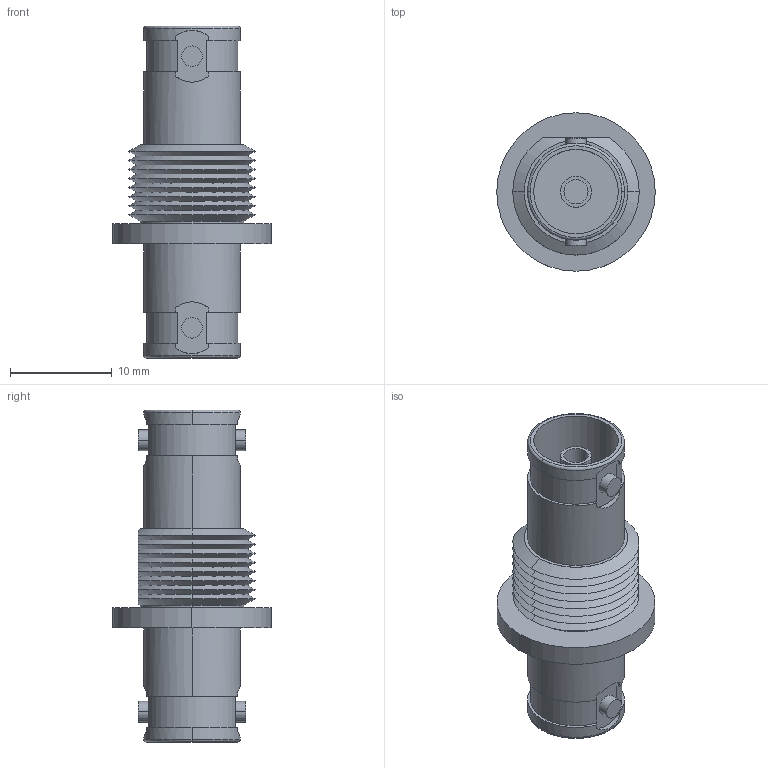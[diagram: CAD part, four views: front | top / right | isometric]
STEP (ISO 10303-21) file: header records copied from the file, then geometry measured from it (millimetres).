
FILE_DESCRIPTION (( 'STEP AP203' ), '1' );
FILE_NAME ('BA039.STEP', '2006-06-30T19:23:42', ( ' ' ), ( ' ' ), 'SwSTEP 2.0', 'SolidWorks 2005354', '' );
FILE_SCHEMA (( 'CONFIG_CONTROL_DESIGN' ));
Length unit declared in the file: inch
Products named in the file (1): BA039
Bounding box: 15.57 x 15.57 x 32.61 mm (x, y, z)
Volume: 1941.9 mm3; surface area: 2334 mm2
Topology: 1 solids, 1 shells, 142 faces, 343 edges, 216 vertices
Faces by surface type: cylinder 48, cone 46, plane 44, torus 4
Entity records: 4381 total; most frequent: CARTESIAN_POINT 928, DIRECTION 740, ORIENTED_EDGE 686, EDGE_CURVE 343, AXIS2_PLACEMENT_3D 292, VERTEX_POINT 216, VECTOR 156, LINE 156
